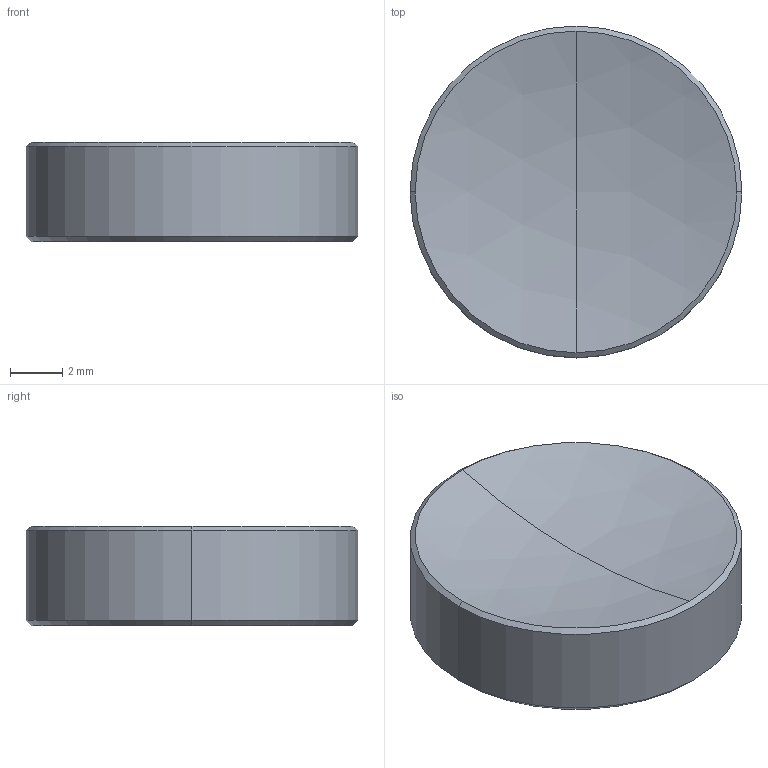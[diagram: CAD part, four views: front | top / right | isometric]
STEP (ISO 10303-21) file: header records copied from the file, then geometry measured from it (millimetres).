
FILE_DESCRIPTION (( 'STEP AP214' ), '1' );
FILE_NAME ('22638-E0W.STEP', '2011-07-14T15:31:18', ( 'Admin' ), ( '' ), 'SwSTEP 2.0', 'SolidWorks 2011', '' );
FILE_SCHEMA (( 'AUTOMOTIVE_DESIGN' ));
Length unit declared in the file: millimetre
Products named in the file (1): 22638-E0W
Bounding box: 12.7 x 12.7 x 3.8 mm (x, y, z)
Surface area: 398.5 mm2 (no closed solid volume)
Topology: 0 solids, 24 shells, 43 faces, 491 edges, 473 vertices
Faces by surface type: plane 33, cone 4, cylinder 2, sphere 2, bspline 2
Entity records: 7978 total; most frequent: CARTESIAN_POINT 4574, ORIENTED_EDGE 522, EDGE_CURVE 491, VERTEX_POINT 473, DIRECTION 365, VECTOR 257, LINE 257, B_SPLINE_CURVE_WITH_KNOTS 222
